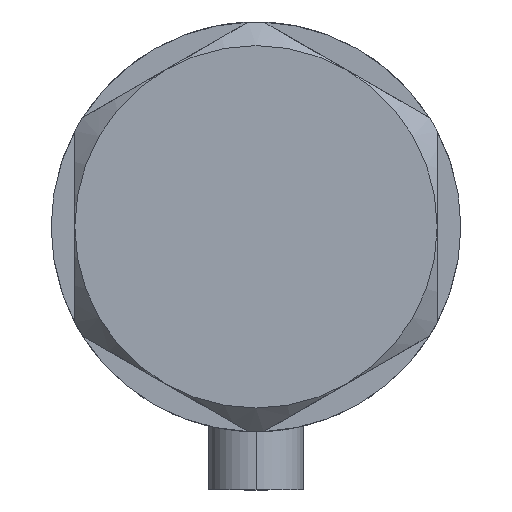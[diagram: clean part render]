
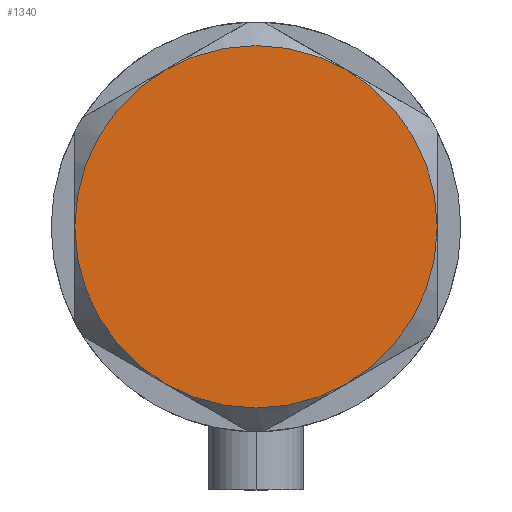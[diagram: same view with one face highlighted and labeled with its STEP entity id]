
A CAD part, left-side view. The second image highlights one B-rep face of the part: STEP entity #1340.
In plain terms, the highlighted face is planar.
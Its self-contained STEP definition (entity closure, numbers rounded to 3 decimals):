
#41 = CARTESIAN_POINT ( 'NONE',  ( 0., 0., 9. ) ) ;
#78 = DIRECTION ( 'NONE',  ( 0., 0., 1. ) ) ;
#196 = AXIS2_PLACEMENT_3D ( 'NONE', #2920, #1768, #2564 ) ;
#235 = ORIENTED_EDGE ( 'NONE', *, *, #2881, .T. ) ;
#501 = CARTESIAN_POINT ( 'NONE',  ( 0., 0., 9. ) ) ;
#587 = EDGE_CURVE ( 'NONE', #804, #4210, #2933, .T. ) ;
#631 = DIRECTION ( 'NONE',  ( 0., 0., 1. ) ) ;
#632 = CARTESIAN_POINT ( 'NONE',  ( -11.5, -19.919, 9. ) ) ;
#767 = DIRECTION ( 'NONE',  ( 0., 0., 1. ) ) ;
#803 = VERTEX_POINT ( 'NONE', #2255 ) ;
#804 = VERTEX_POINT ( 'NONE', #2984 ) ;
#820 = CARTESIAN_POINT ( 'NONE',  ( 11.5, 19.919, 9. ) ) ;
#828 = CIRCLE ( 'NONE', #4413, 23. ) ;
#843 = FACE_OUTER_BOUND ( 'NONE', #2979, .T. ) ;
#1045 = AXIS2_PLACEMENT_3D ( 'NONE', #1193, #78, #2716 ) ;
#1193 = CARTESIAN_POINT ( 'NONE',  ( 0., 0., 9. ) ) ;
#1270 = DIRECTION ( 'NONE',  ( 0., 0., 1. ) ) ;
#1318 = EDGE_CURVE ( 'NONE', #2361, #803, #1996, .T. ) ;
#1339 = DIRECTION ( 'NONE',  ( 0., 0., 1. ) ) ;
#1340 = ADVANCED_FACE ( 'NONE', ( #843 ), #3098, .T. ) ;
#1407 = DIRECTION ( 'NONE',  ( 1., 0., 0. ) ) ;
#1516 = EDGE_CURVE ( 'NONE', #803, #804, #828, .T. ) ;
#1520 = CARTESIAN_POINT ( 'NONE',  ( 11.5, -19.919, 9. ) ) ;
#1757 = CARTESIAN_POINT ( 'NONE',  ( 0., 0., 9. ) ) ;
#1768 = DIRECTION ( 'NONE',  ( 0., 0., 1. ) ) ;
#1832 = CIRCLE ( 'NONE', #2083, 23. ) ;
#1858 = ORIENTED_EDGE ( 'NONE', *, *, #1516, .T. ) ;
#1892 = DIRECTION ( 'NONE',  ( 1., 0., 0. ) ) ;
#1925 = CIRCLE ( 'NONE', #196, 23. ) ;
#1947 = DIRECTION ( 'NONE',  ( 0., 0., 1. ) ) ;
#1996 = CIRCLE ( 'NONE', #1045, 23. ) ;
#2040 = DIRECTION ( 'NONE',  ( 1., 0., 0. ) ) ;
#2083 = AXIS2_PLACEMENT_3D ( 'NONE', #1757, #631, #1407 ) ;
#2255 = CARTESIAN_POINT ( 'NONE',  ( -11.5, 19.919, 9. ) ) ;
#2352 = CARTESIAN_POINT ( 'NONE',  ( 0., 0., 9. ) ) ;
#2361 = VERTEX_POINT ( 'NONE', #820 ) ;
#2488 = DIRECTION ( 'NONE',  ( 1., 0., 0. ) ) ;
#2512 = CARTESIAN_POINT ( 'NONE',  ( 0., 0., 9. ) ) ;
#2564 = DIRECTION ( 'NONE',  ( 1., 0., 0. ) ) ;
#2716 = DIRECTION ( 'NONE',  ( 1., 0., 0. ) ) ;
#2768 = ORIENTED_EDGE ( 'NONE', *, *, #587, .T. ) ;
#2881 = EDGE_CURVE ( 'NONE', #3690, #2909, #1832, .T. ) ;
#2909 = VERTEX_POINT ( 'NONE', #4747 ) ;
#2920 = CARTESIAN_POINT ( 'NONE',  ( 0., 0., 9. ) ) ;
#2933 = CIRCLE ( 'NONE', #4400, 23. ) ;
#2979 = EDGE_LOOP ( 'NONE', ( #235, #4608, #3130, #1858, #2768, #4196 ) ) ;
#2984 = CARTESIAN_POINT ( 'NONE',  ( -23., 0., 9. ) ) ;
#3098 = PLANE ( 'NONE',  #4723 ) ;
#3130 = ORIENTED_EDGE ( 'NONE', *, *, #1318, .T. ) ;
#3184 = CIRCLE ( 'NONE', #3331, 23. ) ;
#3331 = AXIS2_PLACEMENT_3D ( 'NONE', #2512, #1339, #2488 ) ;
#3690 = VERTEX_POINT ( 'NONE', #1520 ) ;
#3836 = DIRECTION ( 'NONE',  ( 1., 0., 0. ) ) ;
#3928 = EDGE_CURVE ( 'NONE', #4210, #3690, #1925, .T. ) ;
#4196 = ORIENTED_EDGE ( 'NONE', *, *, #3928, .T. ) ;
#4210 = VERTEX_POINT ( 'NONE', #632 ) ;
#4400 = AXIS2_PLACEMENT_3D ( 'NONE', #501, #767, #2040 ) ;
#4413 = AXIS2_PLACEMENT_3D ( 'NONE', #41, #1947, #1892 ) ;
#4569 = EDGE_CURVE ( 'NONE', #2909, #2361, #3184, .T. ) ;
#4608 = ORIENTED_EDGE ( 'NONE', *, *, #4569, .T. ) ;
#4723 = AXIS2_PLACEMENT_3D ( 'NONE', #2352, #1270, #3836 ) ;
#4747 = CARTESIAN_POINT ( 'NONE',  ( 23., 0., 9. ) ) ;
